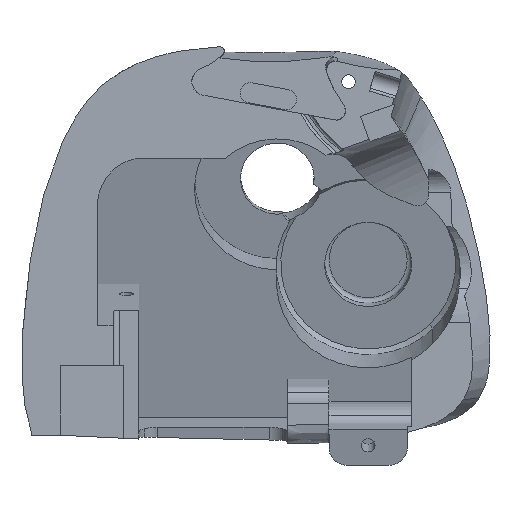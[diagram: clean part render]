
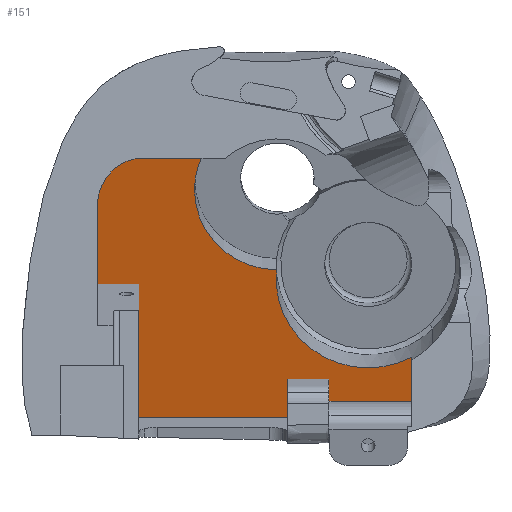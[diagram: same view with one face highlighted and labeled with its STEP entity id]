
A CAD part, left-side view. The second image highlights one B-rep face of the part: STEP entity #151.
In plain terms, the highlighted planar face has unit normal (-0.966, 0, -0.259).
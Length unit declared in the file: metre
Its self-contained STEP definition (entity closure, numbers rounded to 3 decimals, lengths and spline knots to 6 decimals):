
#151=ADVANCED_FACE('0:1964',(#412),#413,.F.);
#412=FACE_OUTER_BOUND('',#2160,.T.);
#413=PLANE('',#2161);
#2160=EDGE_LOOP('',(#5982,#5983,#5984,#5985,#5986,#5987,#5988,#5989,#5990,#5991,#5992,#5993,#5994));
#2161=AXIS2_PLACEMENT_3D('',#5995,#5996,#5997);
#5982=ORIENTED_EDGE('',*,*,#6804,.F.);
#5983=ORIENTED_EDGE('',*,*,#6798,.T.);
#5984=ORIENTED_EDGE('',*,*,#6673,.F.);
#5985=ORIENTED_EDGE('',*,*,#6670,.F.);
#5986=ORIENTED_EDGE('',*,*,#6591,.T.);
#5987=ORIENTED_EDGE('',*,*,#6463,.F.);
#5988=ORIENTED_EDGE('',*,*,#6527,.F.);
#5989=ORIENTED_EDGE('',*,*,#6749,.F.);
#5990=ORIENTED_EDGE('',*,*,#6735,.T.);
#5991=ORIENTED_EDGE('',*,*,#6760,.T.);
#5992=ORIENTED_EDGE('',*,*,#6525,.T.);
#5993=ORIENTED_EDGE('',*,*,#6759,.T.);
#5994=ORIENTED_EDGE('',*,*,#6752,.T.);
#5995=CARTESIAN_POINT('',(0.019842,-0.003632,-0.01899));
#5996=DIRECTION('',(0.966,0.,0.259));
#5997=DIRECTION('',(0.,-1.,0.));
#6463=EDGE_CURVE('0:2465',#6937,#6939,#6940,.T.);
#6525=EDGE_CURVE('0:1221',#7056,#7060,#7062,.T.);
#6527=EDGE_CURVE('0:1215',#7063,#6937,#7066,.T.);
#6591=EDGE_CURVE('0:1212',#7183,#6939,#7184,.T.);
#6670=EDGE_CURVE('0:1191',#7183,#7315,#7316,.T.);
#6673=EDGE_CURVE('0:1203',#7315,#7320,#7321,.T.);
#6735=EDGE_CURVE('0:1218',#7419,#7416,#7420,.T.);
#6749=EDGE_CURVE('0:1215',#7419,#7063,#7440,.T.);
#6752=EDGE_CURVE('0:1227',#7446,#7444,#7447,.T.);
#6759=EDGE_CURVE('0:1224',#7060,#7446,#7457,.T.);
#6760=EDGE_CURVE('0:1221',#7416,#7056,#7458,.T.);
#6798=EDGE_CURVE('0:1230',#7514,#7320,#7515,.T.);
#6804=EDGE_CURVE('0:2458',#7514,#7444,#7523,.F.);
#6937=VERTEX_POINT('',#7795);
#6939=VERTEX_POINT('',#7798);
#6940=CIRCLE('',#7799,0.01);
#7056=VERTEX_POINT('',#8128);
#7060=VERTEX_POINT('',#8133);
#7062=CIRCLE('',#8136,0.005);
#7063=VERTEX_POINT('',#8137);
#7066=CIRCLE('',#8141,0.009);
#7183=VERTEX_POINT('',#8531);
#7184=LINE('',#8532,#8533);
#7315=VERTEX_POINT('',#9554);
#7316=LINE('',#9555,#9556);
#7320=VERTEX_POINT('',#9562);
#7321=LINE('',#9563,#9564);
#7416=VERTEX_POINT('',#10046);
#7419=VERTEX_POINT('',#10050);
#7420=LINE('',#10051,#10052);
#7440=CIRCLE('',#10094,0.009);
#7444=VERTEX_POINT('',#10099);
#7446=VERTEX_POINT('',#10102);
#7447=LINE('',#10103,#10104);
#7457=LINE('',#10118,#10119);
#7458=CIRCLE('',#10120,0.005);
#7514=VERTEX_POINT('',#10309);
#7515=LINE('',#10310,#10311);
#7523=LINE('',#10342,#10343);
#7795=CARTESIAN_POINT('',(0.016476,0.001809,-0.006426));
#7798=CARTESIAN_POINT('',(0.019018,-0.012888,-0.015919));
#7799=AXIS2_PLACEMENT_3D('',#11005,#11006,#11007);
#8128=CARTESIAN_POINT('',(0.012716,0.019804,0.007607));
#8133=CARTESIAN_POINT('',(0.013632,0.021268,0.004192));
#8136=AXIS2_PLACEMENT_3D('',#11095,#11096,#11097);
#8137=CARTESIAN_POINT('',(0.014147,0.010727,0.002267));
#8141=AXIS2_PLACEMENT_3D('',#11099,#11100,#11101);
#8531=CARTESIAN_POINT('',(0.020306,-0.012888,-0.020726));
#8532=CARTESIAN_POINT('',(0.017676,-0.012888,-0.01091));
#8533=VECTOR('',#11195,0.01);
#9554=CARTESIAN_POINT('',(0.020307,-0.003881,-0.020726));
#9555=CARTESIAN_POINT('',(0.020307,-0.00826,-0.020726));
#9556=VECTOR('',#11253,0.01);
#9562=CARTESIAN_POINT('',(0.020774,-0.003881,-0.022468));
#9563=CARTESIAN_POINT('',(0.019463,-0.003881,-0.017575));
#9564=VECTOR('',#11256,0.01);
#10046=CARTESIAN_POINT('',(0.012337,0.016268,0.009022));
#10050=CARTESIAN_POINT('',(0.012337,0.007393,0.009022));
#10051=CARTESIAN_POINT('',(0.012337,0.016268,0.009022));
#10052=VECTOR('',#11315,0.01);
#10094=AXIS2_PLACEMENT_3D('',#11332,#11333,#11334);
#10099=CARTESIAN_POINT('',(0.016892,0.016768,-0.007978));
#10102=CARTESIAN_POINT('',(0.016893,0.021268,-0.007978));
#10103=CARTESIAN_POINT('',(0.016892,0.007568,-0.007979));
#10104=VECTOR('',#11337,0.01);
#10118=CARTESIAN_POINT('',(0.018368,0.021268,-0.013484));
#10119=VECTOR('',#11348,0.01);
#10120=AXIS2_PLACEMENT_3D('',#11349,#11350,#11351);
#10309=CARTESIAN_POINT('',(0.020775,0.016768,-0.022467));
#10310=CARTESIAN_POINT('',(0.020775,0.016268,-0.022467));
#10311=VECTOR('',#11392,0.01);
#10342=CARTESIAN_POINT('',(0.019843,0.016768,-0.01899));
#10343=VECTOR('',#11401,0.01);
#11005=CARTESIAN_POINT('',(0.016741,-0.008138,-0.007418));
#11006=DIRECTION('',(-0.966,0.,-0.259));
#11007=DIRECTION('',(0.,-1.,0.));
#11095=CARTESIAN_POINT('',(0.013631,0.016268,0.004192));
#11096=DIRECTION('',(-0.966,0.,-0.259));
#11097=DIRECTION('',(0.,1.,0.));
#11099=CARTESIAN_POINT('',(0.014146,0.001727,0.002267));
#11100=DIRECTION('',(-0.966,0.,-0.259));
#11101=DIRECTION('',(0.,1.,0.));
#11195=DIRECTION('',(-0.259,0.,0.966));
#11253=DIRECTION('',(0.,1.,0.));
#11256=DIRECTION('',(0.259,0.,-0.966));
#11315=DIRECTION('',(0.,1.,0.));
#11332=CARTESIAN_POINT('',(0.014146,0.001727,0.002267));
#11333=DIRECTION('',(-0.966,0.,-0.259));
#11334=DIRECTION('',(0.,1.,0.));
#11337=DIRECTION('',(0.,-1.,0.));
#11348=DIRECTION('',(0.259,0.,-0.966));
#11349=CARTESIAN_POINT('',(0.013631,0.016268,0.004192));
#11350=DIRECTION('',(-0.966,0.,-0.259));
#11351=DIRECTION('',(0.,1.,0.));
#11392=DIRECTION('',(0.,-1.,0.));
#11401=DIRECTION('',(0.259,0.,-0.966));
